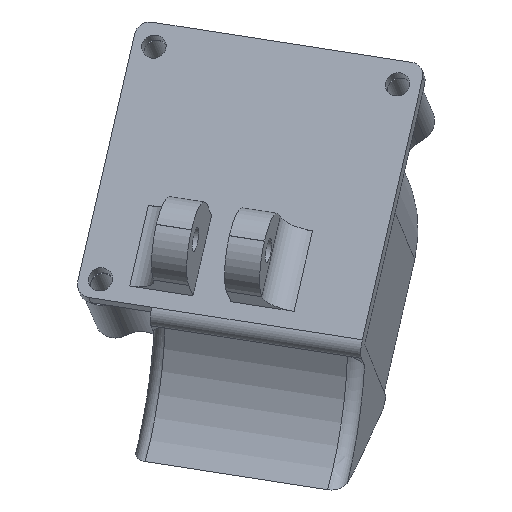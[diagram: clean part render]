
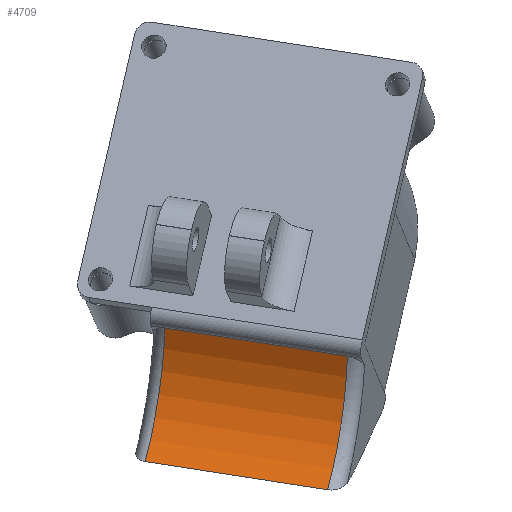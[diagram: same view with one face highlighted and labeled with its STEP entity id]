
A CAD part, isometric view. The second image highlights one B-rep face of the part: STEP entity #4709.
In plain terms, the highlighted cylindrical face has radius 18.852 mm (diameter 37.704 mm), a partial arc.
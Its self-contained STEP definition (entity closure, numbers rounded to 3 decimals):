
#1813 = TOROIDAL_SURFACE('',#1814,20.852,2.);
#1814 = AXIS2_PLACEMENT_3D('',#1815,#1816,#1817);
#1815 = CARTESIAN_POINT('',(20.,0.,133.));
#1816 = DIRECTION('',(1.,0.,0.));
#1817 = DIRECTION('',(0.,0.44,-0.898
    ));
#1841 = PLANE('',#1842);
#1842 = AXIS2_PLACEMENT_3D('',#1843,#1844,#1845);
#1843 = CARTESIAN_POINT('',(7.,23.92,
    124.035));
#1844 = DIRECTION('',(0.,0.821,0.571)
  );
#1845 = DIRECTION('',(-0.313,-0.542,0.78));
#2687 = VERTEX_POINT('',#2688);
#2688 = CARTESIAN_POINT('',(20.,18.786,
    131.423));
#3003 = EDGE_CURVE('',#3004,#2687,#3006,.T.);
#3004 = VERTEX_POINT('',#3005);
#3005 = CARTESIAN_POINT('',(-6.,18.786,
    131.423));
#3006 = SURFACE_CURVE('',#3007,(#3011,#3018),.PCURVE_S1.);
#3007 = LINE('',#3008,#3009);
#3008 = CARTESIAN_POINT('',(-8.,18.786,
    131.423));
#3009 = VECTOR('',#3010,1.);
#3010 = DIRECTION('',(1.,0.,0.));
#3011 = PCURVE('',#1841,#3012);
#3012 = DEFINITIONAL_REPRESENTATION('',(#3013),#3017);
#3013 = LINE('',#3014,#3015);
#3014 = CARTESIAN_POINT('',(13.239,-11.431));
#3015 = VECTOR('',#3016,1.);
#3016 = DIRECTION('',(-0.313,0.95));
#3017 = ( GEOMETRIC_REPRESENTATION_CONTEXT(2) 
PARAMETRIC_REPRESENTATION_CONTEXT() REPRESENTATION_CONTEXT('2D SPACE',''
  ) );
#3018 = PCURVE('',#3019,#3024);
#3019 = CYLINDRICAL_SURFACE('',#3020,18.852);
#3020 = AXIS2_PLACEMENT_3D('',#3021,#3022,#3023);
#3021 = CARTESIAN_POINT('',(-8.,0.,133.));
#3022 = DIRECTION('',(-1.,0.,0.));
#3023 = DIRECTION('',(0.,1.,0.));
#3024 = DEFINITIONAL_REPRESENTATION('',(#3025),#3029);
#3025 = LINE('',#3026,#3027);
#3026 = CARTESIAN_POINT('',(-6.199,0.));
#3027 = VECTOR('',#3028,1.);
#3028 = DIRECTION('',(-0.,-1.));
#3029 = ( GEOMETRIC_REPRESENTATION_CONTEXT(2) 
PARAMETRIC_REPRESENTATION_CONTEXT() REPRESENTATION_CONTEXT('2D SPACE',''
  ) );
#3309 = TOROIDAL_SURFACE('',#3310,20.852,2.);
#3310 = AXIS2_PLACEMENT_3D('',#3311,#3312,#3313);
#3311 = CARTESIAN_POINT('',(-6.,0.,133.));
#3312 = DIRECTION('',(-1.,0.,0.));
#3313 = DIRECTION('',(0.,0.44,-0.898
    ));
#3691 = VERTEX_POINT('',#3692);
#3692 = CARTESIAN_POINT('',(20.,8.297,
    116.072));
#3902 = PLANE('',#3903);
#3903 = AXIS2_PLACEMENT_3D('',#3904,#3905,#3906);
#3904 = CARTESIAN_POINT('',(-8.,8.297,
    116.072));
#3905 = DIRECTION('',(0.,0.179,0.984)
  );
#3906 = DIRECTION('',(0.,0.984,-0.179
    ));
#4086 = EDGE_CURVE('',#3691,#2687,#4087,.T.);
#4087 = SURFACE_CURVE('',#4088,(#4093,#4100),.PCURVE_S1.);
#4088 = CIRCLE('',#4089,18.852);
#4089 = AXIS2_PLACEMENT_3D('',#4090,#4091,#4092);
#4090 = CARTESIAN_POINT('',(20.,0.,133.));
#4091 = DIRECTION('',(1.,0.,0.));
#4092 = DIRECTION('',(0.,0.44,-0.898
    ));
#4093 = PCURVE('',#1813,#4094);
#4094 = DEFINITIONAL_REPRESENTATION('',(#4095),#4099);
#4095 = LINE('',#4096,#4097);
#4096 = CARTESIAN_POINT('',(0.,3.142));
#4097 = VECTOR('',#4098,1.);
#4098 = DIRECTION('',(1.,0.));
#4099 = ( GEOMETRIC_REPRESENTATION_CONTEXT(2) 
PARAMETRIC_REPRESENTATION_CONTEXT() REPRESENTATION_CONTEXT('2D SPACE',''
  ) );
#4100 = PCURVE('',#3019,#4101);
#4101 = DEFINITIONAL_REPRESENTATION('',(#4102),#4106);
#4102 = LINE('',#4103,#4104);
#4103 = CARTESIAN_POINT('',(-5.168,-28.));
#4104 = VECTOR('',#4105,1.);
#4105 = DIRECTION('',(-1.,0.));
#4106 = ( GEOMETRIC_REPRESENTATION_CONTEXT(2) 
PARAMETRIC_REPRESENTATION_CONTEXT() REPRESENTATION_CONTEXT('2D SPACE',''
  ) );
#4369 = VERTEX_POINT('',#4370);
#4370 = CARTESIAN_POINT('',(-6.,8.297,
    116.072));
#4688 = EDGE_CURVE('',#4369,#3004,#4689,.T.);
#4689 = SURFACE_CURVE('',#4690,(#4695,#4702),.PCURVE_S1.);
#4690 = CIRCLE('',#4691,18.852);
#4691 = AXIS2_PLACEMENT_3D('',#4692,#4693,#4694);
#4692 = CARTESIAN_POINT('',(-6.,0.,133.));
#4693 = DIRECTION('',(1.,0.,0.));
#4694 = DIRECTION('',(0.,0.44,-0.898
    ));
#4695 = PCURVE('',#3309,#4696);
#4696 = DEFINITIONAL_REPRESENTATION('',(#4697),#4701);
#4697 = LINE('',#4698,#4699);
#4698 = CARTESIAN_POINT('',(-0.,3.142));
#4699 = VECTOR('',#4700,1.);
#4700 = DIRECTION('',(-1.,0.));
#4701 = ( GEOMETRIC_REPRESENTATION_CONTEXT(2) 
PARAMETRIC_REPRESENTATION_CONTEXT() REPRESENTATION_CONTEXT('2D SPACE',''
  ) );
#4702 = PCURVE('',#3019,#4703);
#4703 = DEFINITIONAL_REPRESENTATION('',(#4704),#4708);
#4704 = LINE('',#4705,#4706);
#4705 = CARTESIAN_POINT('',(-5.168,-2.));
#4706 = VECTOR('',#4707,1.);
#4707 = DIRECTION('',(-1.,0.));
#4708 = ( GEOMETRIC_REPRESENTATION_CONTEXT(2) 
PARAMETRIC_REPRESENTATION_CONTEXT() REPRESENTATION_CONTEXT('2D SPACE',''
  ) );
#4709 = ADVANCED_FACE('',(#4710),#3019,.F.);
#4710 = FACE_BOUND('',#4711,.T.);
#4711 = EDGE_LOOP('',(#4712,#4733,#4734,#4735));
#4712 = ORIENTED_EDGE('',*,*,#4713,.T.);
#4713 = EDGE_CURVE('',#4369,#3691,#4714,.T.);
#4714 = SURFACE_CURVE('',#4715,(#4719,#4726),.PCURVE_S1.);
#4715 = LINE('',#4716,#4717);
#4716 = CARTESIAN_POINT('',(-8.,8.297,
    116.072));
#4717 = VECTOR('',#4718,1.);
#4718 = DIRECTION('',(1.,0.,0.));
#4719 = PCURVE('',#3019,#4720);
#4720 = DEFINITIONAL_REPRESENTATION('',(#4721),#4725);
#4721 = LINE('',#4722,#4723);
#4722 = CARTESIAN_POINT('',(-5.168,0.));
#4723 = VECTOR('',#4724,1.);
#4724 = DIRECTION('',(-0.,-1.));
#4725 = ( GEOMETRIC_REPRESENTATION_CONTEXT(2) 
PARAMETRIC_REPRESENTATION_CONTEXT() REPRESENTATION_CONTEXT('2D SPACE',''
  ) );
#4726 = PCURVE('',#3902,#4727);
#4727 = DEFINITIONAL_REPRESENTATION('',(#4728),#4732);
#4728 = LINE('',#4729,#4730);
#4729 = CARTESIAN_POINT('',(0.,0.));
#4730 = VECTOR('',#4731,1.);
#4731 = DIRECTION('',(0.,-1.));
#4732 = ( GEOMETRIC_REPRESENTATION_CONTEXT(2) 
PARAMETRIC_REPRESENTATION_CONTEXT() REPRESENTATION_CONTEXT('2D SPACE',''
  ) );
#4733 = ORIENTED_EDGE('',*,*,#4086,.T.);
#4734 = ORIENTED_EDGE('',*,*,#3003,.F.);
#4735 = ORIENTED_EDGE('',*,*,#4688,.F.);
